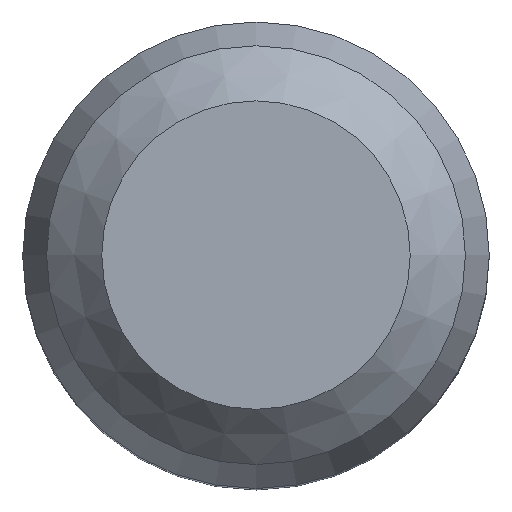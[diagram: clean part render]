
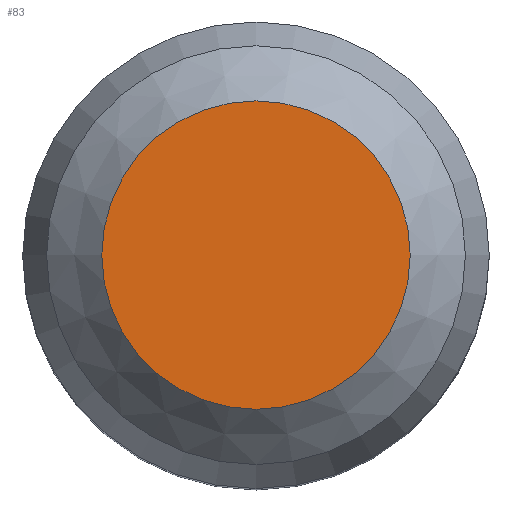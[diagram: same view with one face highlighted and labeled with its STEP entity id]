
A CAD part, top view. The second image highlights one B-rep face of the part: STEP entity #83.
In plain terms, the highlighted planar face has unit normal (0, 0, 1).
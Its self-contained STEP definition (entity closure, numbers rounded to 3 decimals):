
#43=PLANE('',#724);
#53=FACE_OUTER_BOUND('',#137,.T.);
#83=ADVANCED_FACE('',(#53),#43,.F.);
#137=EDGE_LOOP('',(#205));
#205=ORIENTED_EDGE('',*,*,#268,.T.);
#234=VERTEX_POINT('',#1018);
#268=EDGE_CURVE('',#234,#234,#282,.T.);
#282=CIRCLE('',#723,1.355);
#723=AXIS2_PLACEMENT_3D('',#1017,#857,#858);
#724=AXIS2_PLACEMENT_3D('',#1019,#859,#860);
#857=DIRECTION('',(0.,0.,1.));
#858=DIRECTION('',(-1.,0.,0.));
#859=DIRECTION('',(0.,0.,-1.));
#860=DIRECTION('',(-1.,0.,0.));
#1017=CARTESIAN_POINT('',(0.,0.,63.1));
#1018=CARTESIAN_POINT('',(-1.355,0.,63.1));
#1019=CARTESIAN_POINT('',(-10.5,0.,63.1));
